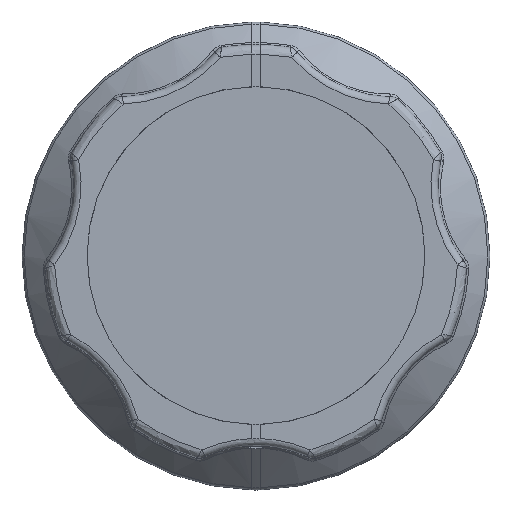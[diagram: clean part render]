
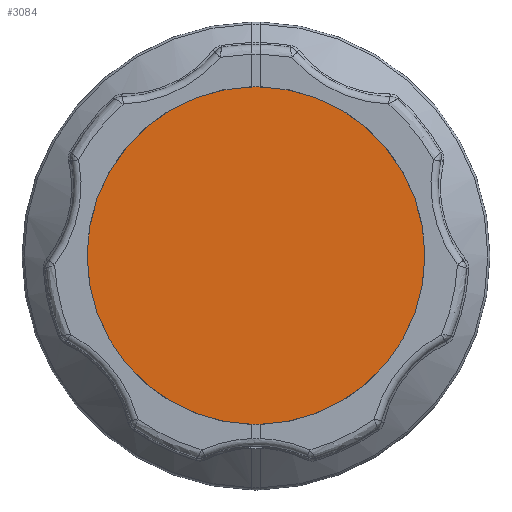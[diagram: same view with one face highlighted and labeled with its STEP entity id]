
A CAD part, top view. The second image highlights one B-rep face of the part: STEP entity #3084.
In plain terms, the highlighted planar face has unit normal (0, 0, 1).
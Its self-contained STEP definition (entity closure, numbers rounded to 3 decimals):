
#3059=CARTESIAN_POINT('',(-0.0,11.748,16.252));
#3060=VERTEX_POINT('',#3059);
#3061=CARTESIAN_POINT('',(-0.0,0.0,16.252));
#3062=DIRECTION('',(-0.0,0.0,-1.0));
#3063=DIRECTION('',(-0.0,1.0,0.0));
#3064=AXIS2_PLACEMENT_3D('',#3061,#3062,#3063);
#3065=CIRCLE('',#3064,11.748);
#3066=EDGE_CURVE('n� 9',#3060,#3060,#3065,.T.);
#3076=ORIENTED_EDGE('',*,*,#3066,.F.);
#3077=EDGE_LOOP('',(#3076));
#3078=FACE_OUTER_BOUND('',#3077,.T.);
#3079=CARTESIAN_POINT('',(0.0,-5.874,16.252));
#3080=DIRECTION('',(-0.0,0.0,-1.0));
#3081=DIRECTION('',(0.0,-1.0,-0.0));
#3082=AXIS2_PLACEMENT_3D('',#3079,#3080,#3081);
#3083=PLANE('',#3082);
#3084=ADVANCED_FACE('n� 2',(#3078),#3083,.F.);
